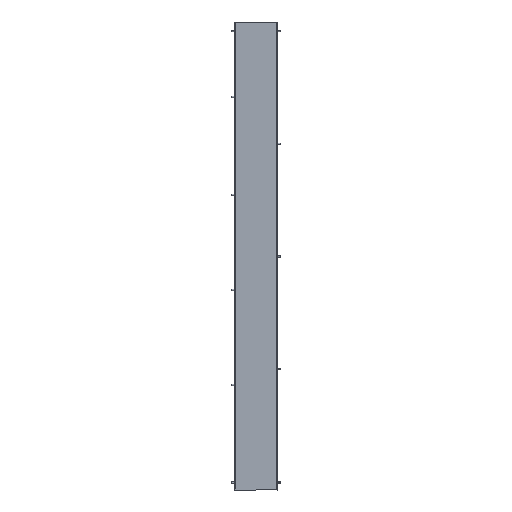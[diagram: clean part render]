
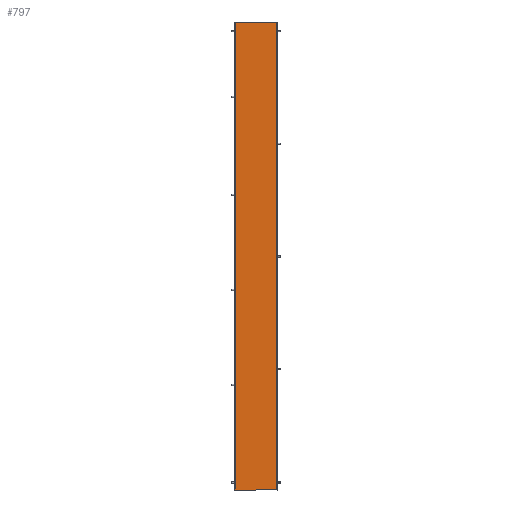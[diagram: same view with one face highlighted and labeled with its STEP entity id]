
A CAD part, front view. The second image highlights one B-rep face of the part: STEP entity #797.
In plain terms, the highlighted planar face has unit normal (0, -1, 0).
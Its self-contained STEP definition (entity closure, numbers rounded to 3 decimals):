
#243 = EDGE_CURVE ( 'NONE', #2000, #1168, #3185, .T. ) ;
#386 = DIRECTION ( 'NONE',  ( 0., 1., 0. ) ) ;
#405 = CARTESIAN_POINT ( 'NONE',  ( 172.5, -25., 955. ) ) ;
#407 = LINE ( 'NONE', #1322, #803 ) ;
#523 = DIRECTION ( 'NONE',  ( 1., 0., 0. ) ) ;
#547 = VERTEX_POINT ( 'NONE', #1073 ) ;
#655 = ORIENTED_EDGE ( 'NONE', *, *, #243, .T. ) ;
#762 = ORIENTED_EDGE ( 'NONE', *, *, #2349, .T. ) ;
#797 = ADVANCED_FACE ( 'NONE', ( #1625 ), #1163, .F. ) ;
#803 = VECTOR ( 'NONE', #2864, 1000. ) ;
#834 = ORIENTED_EDGE ( 'NONE', *, *, #1657, .F. ) ;
#948 = VECTOR ( 'NONE', #1964, 1000. ) ;
#1067 = EDGE_LOOP ( 'NONE', ( #762, #2354, #834, #655 ) ) ;
#1073 = CARTESIAN_POINT ( 'NONE',  ( 172.5, -25., -955. ) ) ;
#1163 = PLANE ( 'NONE',  #2244 ) ;
#1168 = VERTEX_POINT ( 'NONE', #2325 ) ;
#1322 = CARTESIAN_POINT ( 'NONE',  ( 172.5, -25., 955. ) ) ;
#1382 = CARTESIAN_POINT ( 'NONE',  ( 2.5, -25., 955. ) ) ;
#1625 = FACE_OUTER_BOUND ( 'NONE', #1067, .T. ) ;
#1657 = EDGE_CURVE ( 'NONE', #2000, #2313, #3274, .T. ) ;
#1658 = VECTOR ( 'NONE', #2547, 1000. ) ;
#1705 = CARTESIAN_POINT ( 'NONE',  ( 0., -25., 955. ) ) ;
#1802 = CARTESIAN_POINT ( 'NONE',  ( 0., -25., 955. ) ) ;
#1925 = DIRECTION ( 'NONE',  ( 0., 0., 1. ) ) ;
#1955 = CARTESIAN_POINT ( 'NONE',  ( 2.5, -25., 955. ) ) ;
#1964 = DIRECTION ( 'NONE',  ( 0., 0., -1. ) ) ;
#2000 = VERTEX_POINT ( 'NONE', #1382 ) ;
#2244 = AXIS2_PLACEMENT_3D ( 'NONE', #1705, #386, #1925 ) ;
#2271 = CARTESIAN_POINT ( 'NONE',  ( 0., -25., -955. ) ) ;
#2313 = VERTEX_POINT ( 'NONE', #405 ) ;
#2325 = CARTESIAN_POINT ( 'NONE',  ( 2.5, -25., -955. ) ) ;
#2349 = EDGE_CURVE ( 'NONE', #1168, #547, #2538, .T. ) ;
#2354 = ORIENTED_EDGE ( 'NONE', *, *, #3017, .F. ) ;
#2538 = LINE ( 'NONE', #2271, #1658 ) ;
#2547 = DIRECTION ( 'NONE',  ( 1., 0., 0. ) ) ;
#2864 = DIRECTION ( 'NONE',  ( 0., 0., -1. ) ) ;
#2955 = VECTOR ( 'NONE', #523, 1000. ) ;
#3017 = EDGE_CURVE ( 'NONE', #2313, #547, #407, .T. ) ;
#3185 = LINE ( 'NONE', #1955, #948 ) ;
#3274 = LINE ( 'NONE', #1802, #2955 ) ;
